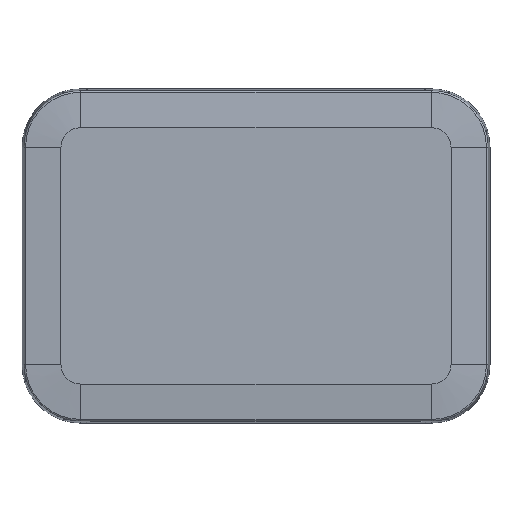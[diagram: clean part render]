
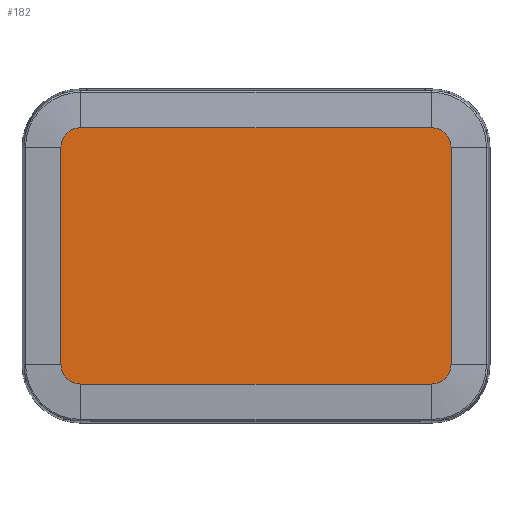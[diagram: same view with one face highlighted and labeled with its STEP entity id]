
A CAD part, top view. The second image highlights one B-rep face of the part: STEP entity #182.
In plain terms, the highlighted planar face has unit normal (0, 0, 1).
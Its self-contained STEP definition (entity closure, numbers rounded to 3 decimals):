
#107=CARTESIAN_POINT('',(0.,0.,38.0));
#108=DIRECTION('',(0.0,0.0,1.0));
#109=DIRECTION('',(1.0,0.0,0.0));
#110=AXIS2_PLACEMENT_3D('',#107,#108,#109);
#111=PLANE('',#110);
#112=CARTESIAN_POINT('',(-116.673,-65.,38.0));
#113=VERTEX_POINT('',#112);
#114=CARTESIAN_POINT('',(-116.673,65.,38.0));
#115=VERTEX_POINT('',#114);
#116=CARTESIAN_POINT('',(-116.673,-65.,38.0));
#117=DIRECTION('',(0.0,1.0,0.0));
#118=VECTOR('',#117,130.0);
#119=LINE('',#116,#118);
#120=EDGE_CURVE('',#113,#115,#119,.T.);
#121=ORIENTED_EDGE('',*,*,#120,.F.);
#122=CARTESIAN_POINT('',(-105.,-76.673,38.0));
#123=VERTEX_POINT('',#122);
#124=CARTESIAN_POINT('',(-105.,-65.,38.0));
#125=DIRECTION('',(0.0,0.0,-1.0));
#126=DIRECTION('',(-1.0,0.0,0.0));
#127=AXIS2_PLACEMENT_3D('',#124,#125,#126);
#128=CIRCLE('',#127,11.673);
#129=EDGE_CURVE('',#123,#113,#128,.T.);
#130=ORIENTED_EDGE('',*,*,#129,.F.);
#131=CARTESIAN_POINT('',(105.,-76.673,38.0));
#132=VERTEX_POINT('',#131);
#133=CARTESIAN_POINT('',(105.,-76.673,38.0));
#134=DIRECTION('',(-1.0,0.0,0.0));
#135=VECTOR('',#134,210.);
#136=LINE('',#133,#135);
#137=EDGE_CURVE('',#132,#123,#136,.T.);
#138=ORIENTED_EDGE('',*,*,#137,.F.);
#139=CARTESIAN_POINT('',(116.673,-65.,38.0));
#140=VERTEX_POINT('',#139);
#141=CARTESIAN_POINT('',(105.,-65.,38.0));
#142=DIRECTION('',(0.0,0.0,-1.0));
#143=DIRECTION('',(0.0,-1.0,0.0));
#144=AXIS2_PLACEMENT_3D('',#141,#142,#143);
#145=CIRCLE('',#144,11.673);
#146=EDGE_CURVE('',#140,#132,#145,.T.);
#147=ORIENTED_EDGE('',*,*,#146,.F.);
#148=CARTESIAN_POINT('',(116.673,65.,38.0));
#149=VERTEX_POINT('',#148);
#150=CARTESIAN_POINT('',(116.673,65.,38.0));
#151=DIRECTION('',(0.0,-1.0,0.0));
#152=VECTOR('',#151,130.0);
#153=LINE('',#150,#152);
#154=EDGE_CURVE('',#149,#140,#153,.T.);
#155=ORIENTED_EDGE('',*,*,#154,.F.);
#156=CARTESIAN_POINT('',(105.,76.673,38.0));
#157=VERTEX_POINT('',#156);
#158=CARTESIAN_POINT('',(105.,65.,38.0));
#159=DIRECTION('',(0.0,0.0,-1.0));
#160=DIRECTION('',(1.0,0.0,0.0));
#161=AXIS2_PLACEMENT_3D('',#158,#159,#160);
#162=CIRCLE('',#161,11.673);
#163=EDGE_CURVE('',#157,#149,#162,.T.);
#164=ORIENTED_EDGE('',*,*,#163,.F.);
#165=CARTESIAN_POINT('',(-105.,76.673,38.0));
#166=VERTEX_POINT('',#165);
#167=CARTESIAN_POINT('',(-105.,76.673,38.0));
#168=DIRECTION('',(1.0,0.0,0.0));
#169=VECTOR('',#168,210.0);
#170=LINE('',#167,#169);
#171=EDGE_CURVE('',#166,#157,#170,.T.);
#172=ORIENTED_EDGE('',*,*,#171,.F.);
#173=CARTESIAN_POINT('',(-105.,65.,38.0));
#174=DIRECTION('',(0.0,0.0,-1.0));
#175=DIRECTION('',(0.0,1.0,0.0));
#176=AXIS2_PLACEMENT_3D('',#173,#174,#175);
#177=CIRCLE('',#176,11.673);
#178=EDGE_CURVE('',#115,#166,#177,.T.);
#179=ORIENTED_EDGE('',*,*,#178,.F.);
#180=EDGE_LOOP('',(#121,#130,#138,#147,#155,#164,#172,#179));
#181=FACE_OUTER_BOUND('',#180,.T.);
#182=ADVANCED_FACE('',(#181),#111,.T.);
